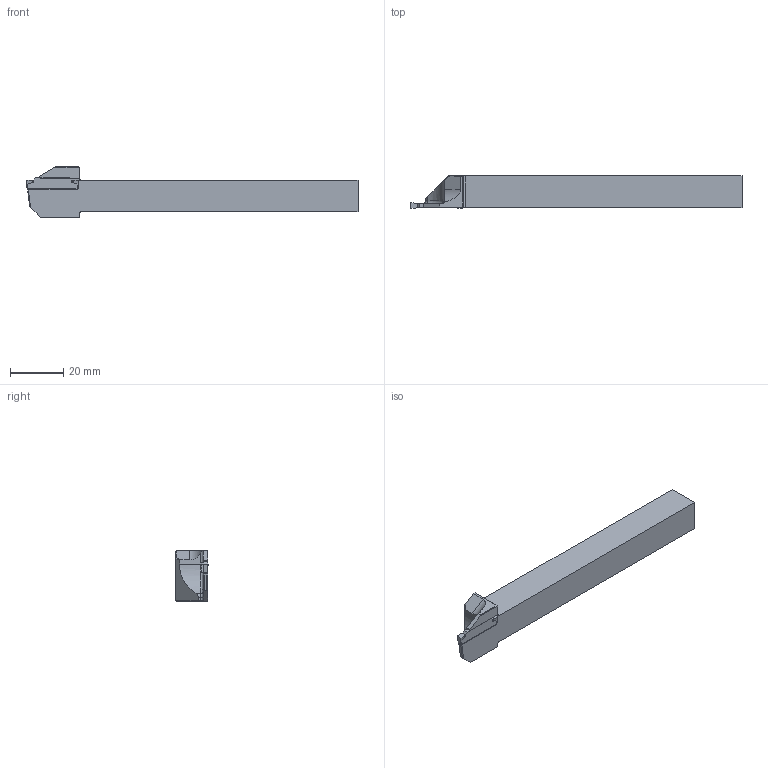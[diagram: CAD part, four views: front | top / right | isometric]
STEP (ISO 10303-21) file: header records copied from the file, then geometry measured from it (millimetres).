
FILE_DESCRIPTION(/* description */ (''),/* implementation_level */ '2;1');
FILE_NAME(/* name */ 'ADKT-KG-R-1212-2-R12-K-S.stp',/* time_stamp */ '2023-10-18T20:04:37+03:00',/* author */ (''),/* organization */ (''),/* preprocessor_version */ 'ST-DEVELOPER v19.4',/* originating_system */ 'SIEMENS PLM Software NX2306.3001',/* authorisation */ '');
FILE_SCHEMA (('AUTOMOTIVE_DESIGN { 1 0 10303 214 3 1 1 1 }'));
Length unit declared in the file: millimetre
Products named in the file (1): ADKT-KG-R-1212-2-R12-K-S_objects
Bounding box: 125 x 12.2 x 19 mm (x, y, z)
Volume: 17169.6 mm3; surface area: 6495 mm2
Topology: 2 solids, 2 shells, 84 faces, 215 edges, 135 vertices
Faces by surface type: plane 53, cylinder 24, bspline 4, torus 2, cone 1
Entity records: 2680 total; most frequent: CARTESIAN_POINT 605, ORIENTED_EDGE 430, DIRECTION 418, EDGE_CURVE 215, LINE 152, VECTOR 152, VERTEX_POINT 135, AXIS2_PLACEMENT_3D 133
